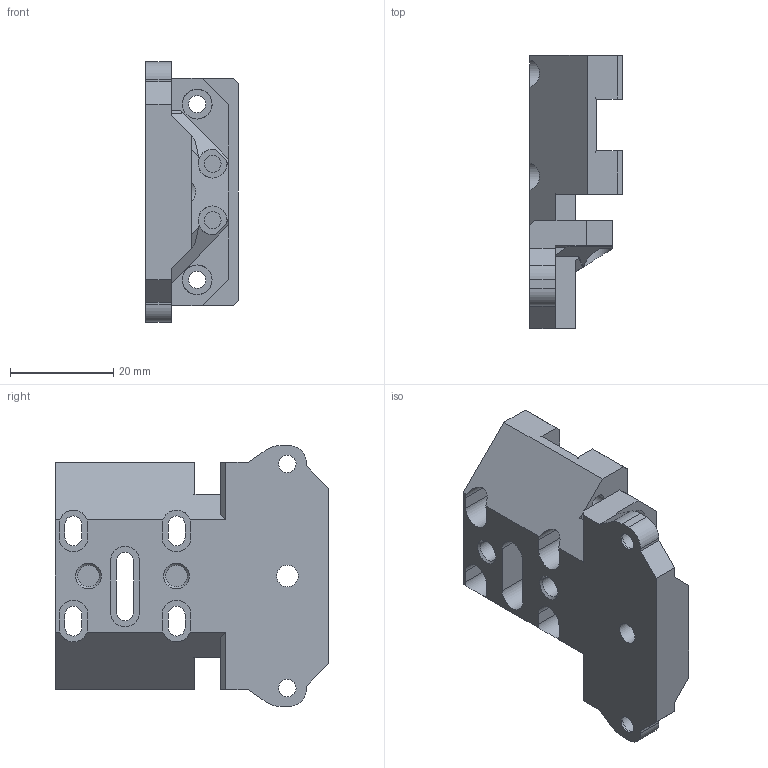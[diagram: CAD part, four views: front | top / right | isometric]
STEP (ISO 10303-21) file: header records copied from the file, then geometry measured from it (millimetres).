
FILE_DESCRIPTION(('FreeCAD Model'),'2;1');
FILE_NAME('Open CASCADE Shape Model','2021-07-08T14:05:22',('Author'),( ''),'Open CASCADE STEP processor 7.4','FreeCAD','Unknown');
FILE_SCHEMA(('AUTOMOTIVE_DESIGN { 1 0 10303 214 1 1 1 1 }'));
Length unit declared in the file: millimetre
Products named in the file (1): Body001
Bounding box: 18 x 53 x 50.6 mm (x, y, z)
Volume: 21607.9 mm3; surface area: 10826.4 mm2
Topology: 1 solids, 1 shells, 140 faces, 403 edges, 270 vertices
Faces by surface type: plane 96, cylinder 40, cone 4
Full cylindrical faces by diameter (mm): 3.3 x4, 3.4 x2, 4.2 x5, 5.8 x2
Entity records: 10207 total; most frequent: CARTESIAN_POINT 2060, DIRECTION 1537, LINE 992, VECTOR 992, ORIENTED_EDGE 806, PCURVE 806, DEFINITIONAL_REPRESENTATION 806, EDGE_CURVE 403
